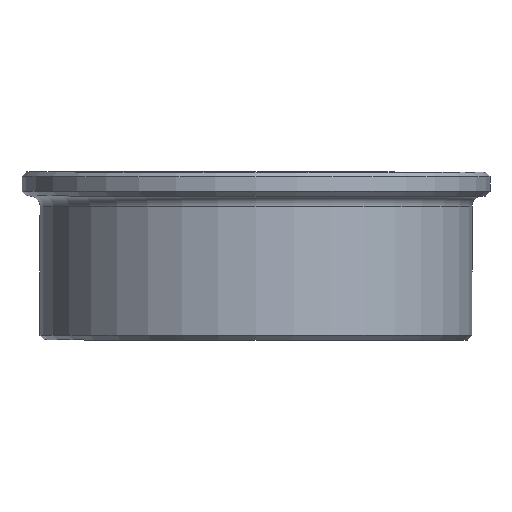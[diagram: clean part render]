
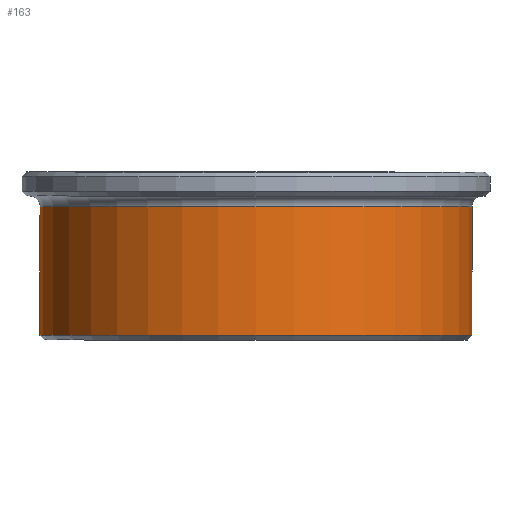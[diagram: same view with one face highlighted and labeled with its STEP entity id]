
A CAD part, front view. The second image highlights one B-rep face of the part: STEP entity #163.
In plain terms, the highlighted cylindrical face has radius 90 mm (diameter 180 mm), a full revolution.
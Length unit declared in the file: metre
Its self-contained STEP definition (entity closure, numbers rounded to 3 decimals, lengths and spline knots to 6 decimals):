
#163=ADVANCED_FACE('',(#199,#200),#201,.T.);
#199=FACE_OUTER_BOUND('',#2743,.T.);
#200=FACE_OUTER_BOUND('',#2744,.T.);
#201=CYLINDRICAL_SURFACE('',#2745,0.09);
#2743=EDGE_LOOP('',(#5318));
#2744=EDGE_LOOP('',(#5319));
#2745=AXIS2_PLACEMENT_3D('',#5320,#5321,#5322);
#5318=ORIENTED_EDGE('',*,*,#5371,.T.);
#5319=ORIENTED_EDGE('',*,*,#5372,.F.);
#5320=CARTESIAN_POINT('',(0.0,0.0,0.));
#5321=DIRECTION('',(0.0,0.,-1.0));
#5322=DIRECTION('',(0.0,1.0,0.));
#5371=EDGE_CURVE('',#5410,#5410,#5411,.T.);
#5372=EDGE_CURVE('',#5412,#5412,#5413,.T.);
#5410=VERTEX_POINT('',#5686);
#5411=CIRCLE('',#5687,0.09);
#5412=VERTEX_POINT('',#5688);
#5413=CIRCLE('',#5689,0.09);
#5686=CARTESIAN_POINT('',(0.0,0.09,0.0555));
#5687=AXIS2_PLACEMENT_3D('',#5733,#5734,#5735);
#5688=CARTESIAN_POINT('',(0.0,0.09,0.002));
#5689=AXIS2_PLACEMENT_3D('',#5736,#5737,#5738);
#5733=CARTESIAN_POINT('',(0.0,0.0,0.0555));
#5734=DIRECTION('',(0.0,0.,-1.0));
#5735=DIRECTION('',(0.0,1.0,0.));
#5736=CARTESIAN_POINT('',(0.0,0.0,0.002));
#5737=DIRECTION('',(0.0,0.,-1.0));
#5738=DIRECTION('',(0.0,1.0,0.));
